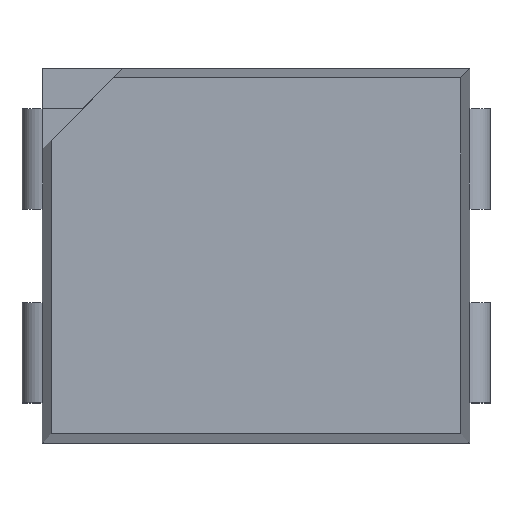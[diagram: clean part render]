
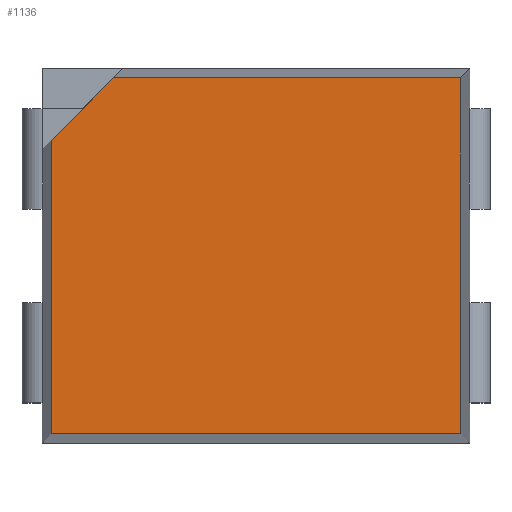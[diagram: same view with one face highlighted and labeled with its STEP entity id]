
A CAD part, top view. The second image highlights one B-rep face of the part: STEP entity #1136.
In plain terms, the highlighted planar face has unit normal (0, 0, 1).
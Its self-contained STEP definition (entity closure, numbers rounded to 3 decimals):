
#65=FACE_OUTER_BOUND('',#132,.T.);
#132=EDGE_LOOP('',(#797,#798,#799,#800,#801));
#217=LINE('',#1658,#360);
#218=LINE('',#1661,#361);
#219=LINE('',#1663,#362);
#220=LINE('',#1665,#363);
#221=LINE('',#1666,#364);
#360=VECTOR('',#1335,10.);
#361=VECTOR('',#1338,10.);
#362=VECTOR('',#1339,10.);
#363=VECTOR('',#1340,10.);
#364=VECTOR('',#1341,10.);
#493=VERTEX_POINT('',#1652);
#495=VERTEX_POINT('',#1656);
#496=VERTEX_POINT('',#1660);
#497=VERTEX_POINT('',#1662);
#498=VERTEX_POINT('',#1664);
#611=EDGE_CURVE('',#493,#495,#217,.T.);
#612=EDGE_CURVE('',#496,#495,#218,.T.);
#613=EDGE_CURVE('',#497,#496,#219,.T.);
#614=EDGE_CURVE('',#498,#497,#220,.T.);
#615=EDGE_CURVE('',#493,#498,#221,.T.);
#797=ORIENTED_EDGE('',*,*,#611,.T.);
#798=ORIENTED_EDGE('',*,*,#612,.F.);
#799=ORIENTED_EDGE('',*,*,#613,.F.);
#800=ORIENTED_EDGE('',*,*,#614,.F.);
#801=ORIENTED_EDGE('',*,*,#615,.F.);
#1078=PLANE('',#1210);
#1136=ADVANCED_FACE('',(#65),#1078,.T.);
#1210=AXIS2_PLACEMENT_3D('',#1659,#1336,#1337);
#1335=DIRECTION('',(-0.704,-0.71,0.));
#1336=DIRECTION('center_axis',(0.,0.,1.));
#1337=DIRECTION('ref_axis',(1.,0.,0.));
#1338=DIRECTION('',(0.,1.,0.));
#1339=DIRECTION('',(-1.,0.,0.));
#1340=DIRECTION('',(0.,-1.,0.));
#1341=DIRECTION('',(1.,0.,0.));
#1652=CARTESIAN_POINT('',(-1.067,1.33,1.9));
#1656=CARTESIAN_POINT('',(-1.53,0.863,1.9));
#1658=CARTESIAN_POINT('',(-1.402,0.992,1.9));
#1659=CARTESIAN_POINT('Origin',(0.,0.,1.9));
#1660=CARTESIAN_POINT('',(-1.53,-1.33,1.9));
#1661=CARTESIAN_POINT('',(-1.53,1.4,1.9));
#1662=CARTESIAN_POINT('',(1.53,-1.33,1.9));
#1663=CARTESIAN_POINT('',(-1.6,-1.33,1.9));
#1664=CARTESIAN_POINT('',(1.53,1.33,1.9));
#1665=CARTESIAN_POINT('',(1.53,-1.4,1.9));
#1666=CARTESIAN_POINT('',(1.6,1.33,1.9));
